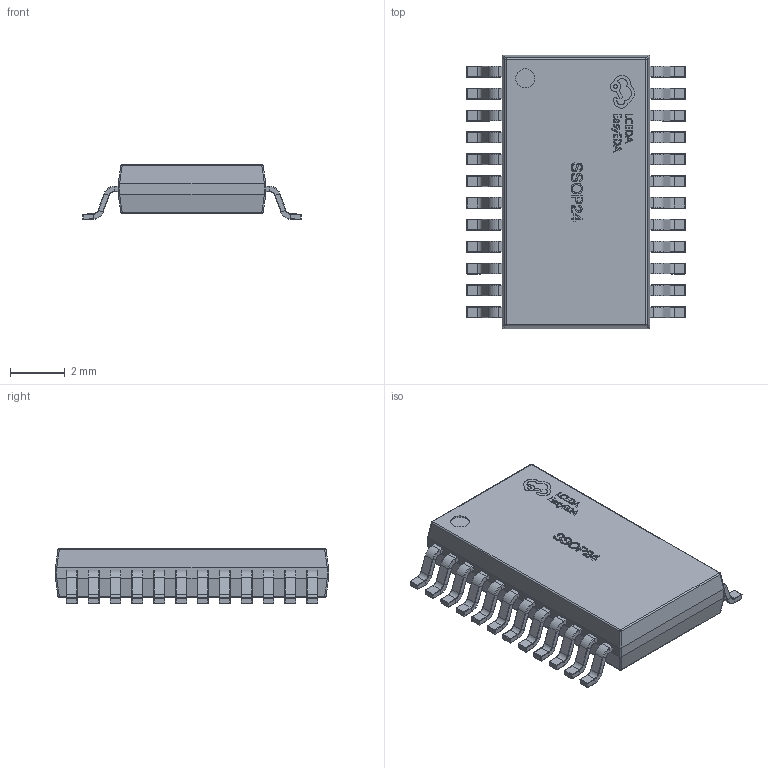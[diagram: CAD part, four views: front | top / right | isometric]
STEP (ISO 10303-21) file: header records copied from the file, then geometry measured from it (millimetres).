
FILE_DESCRIPTION (( 'STEP AP214' ), '1' );
FILE_NAME ('SSOP-A24_L10.0-W5.4-H1.8-LS7.8-P0.80.step', '2022-07-26T10:37:19', ( '' ), ( '' ), 'SwSTEP 2.0', 'SolidWorks 2020', '' );
FILE_SCHEMA (( 'AUTOMOTIVE_DESIGN' ));
Length unit declared in the file: millimetre
Products named in the file (1): SSOP-A24_L10.0-W5.4-H1.8-LS7.8-P0.80
Bounding box: 8.01 x 10 x 2.02 mm (x, y, z)
Volume: 98.6 mm3; surface area: 214.9 mm2
Topology: 38 solids, 38 shells, 1689 faces, 3756 edges, 2112 vertices
Faces by surface type: plane 671, cylinder 526, torus 192, bspline 172, sphere 128
Entity records: 67840 total; most frequent: CARTESIAN_POINT 12866, DIRECTION 7576, ORIENTED_EDGE 7320, EDGE_CURVE 3660, AXIS2_PLACEMENT_3D 2770, VERTEX_POINT 2064, LINE 2036, VECTOR 2036
